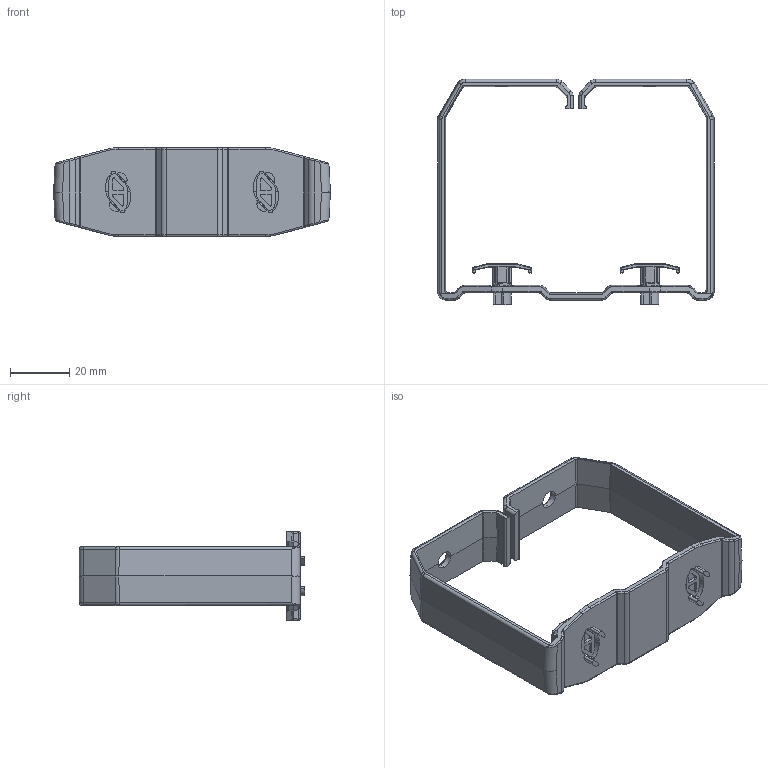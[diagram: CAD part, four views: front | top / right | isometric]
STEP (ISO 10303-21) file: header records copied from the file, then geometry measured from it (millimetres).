
FILE_DESCRIPTION (( 'STEP AP203' ), '1' );
FILE_NAME ('CL-4030.step', '2020-08-27T16:19:01', ( '' ), ( '' ), 'SwSTEP 2.0', 'SolidWorks 2019', '' );
FILE_SCHEMA (( 'CONFIG_CONTROL_DESIGN' ));
Length unit declared in the file: inch
Products named in the file (1): CL-4030
Bounding box: 93.6 x 76.2 x 30 mm (x, y, z)
Volume: 17020.2 mm3; surface area: 17593.3 mm2
Topology: 1 solids, 1 shells, 1021 faces, 2747 edges, 1755 vertices
Faces by surface type: plane 665, cylinder 279, bspline 77
Entity records: 37116 total; most frequent: CARTESIAN_POINT 13682, ORIENTED_EDGE 5494, DIRECTION 3797, EDGE_CURVE 2747, VERTEX_POINT 1755, LINE 1729, VECTOR 1729, EDGE_LOOP 1068
